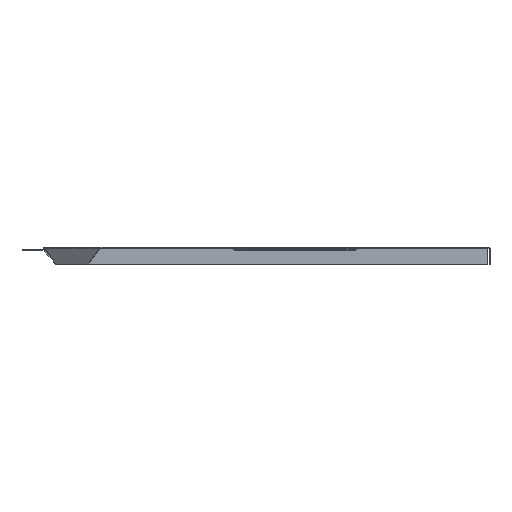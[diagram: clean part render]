
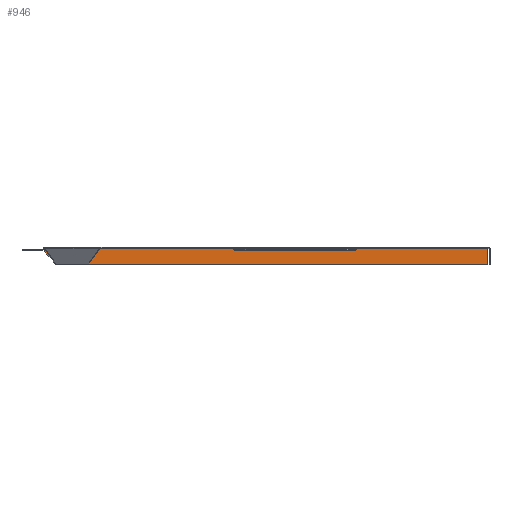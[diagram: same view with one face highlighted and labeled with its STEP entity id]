
A CAD part, top view. The second image highlights one B-rep face of the part: STEP entity #946.
In plain terms, the highlighted planar face has unit normal (0, 0, 1).
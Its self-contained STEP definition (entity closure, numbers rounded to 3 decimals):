
#8 = LINE ( 'NONE', #930, #1621 ) ;
#10 = VERTEX_POINT ( 'NONE', #1792 ) ;
#103 = AXIS2_PLACEMENT_3D ( 'NONE', #252, #570, #1659 ) ;
#104 = VECTOR ( 'NONE', #269, 1000. ) ;
#106 = DIRECTION ( 'NONE',  ( 0., 1., 0. ) ) ;
#196 = ORIENTED_EDGE ( 'NONE', *, *, #699, .T. ) ;
#203 = FACE_OUTER_BOUND ( 'NONE', #1323, .T. ) ;
#252 = CARTESIAN_POINT ( 'NONE',  ( 0., 0., -172.5 ) ) ;
#269 = DIRECTION ( 'NONE',  ( 1., 0., 0. ) ) ;
#343 = DIRECTION ( 'NONE',  ( 0., -1., 0. ) ) ;
#344 = VECTOR ( 'NONE', #1482, 1000. ) ;
#377 = CARTESIAN_POINT ( 'NONE',  ( 171.5, -1.7, -172.5 ) ) ;
#437 = EDGE_CURVE ( 'NONE', #10, #631, #1610, .T. ) ;
#466 = CARTESIAN_POINT ( 'NONE',  ( 0., -0.7, -172.5 ) ) ;
#522 = LINE ( 'NONE', #1831, #104 ) ;
#570 = DIRECTION ( 'NONE',  ( 0., 0., -1. ) ) ;
#619 = DIRECTION ( 'NONE',  ( 0., 1., 0. ) ) ;
#631 = VERTEX_POINT ( 'NONE', #1641 ) ;
#699 = EDGE_CURVE ( 'NONE', #866, #1501, #965, .T. ) ;
#735 = CARTESIAN_POINT ( 'NONE',  ( 171.5, 0., -172.5 ) ) ;
#782 = LINE ( 'NONE', #1706, #1140 ) ;
#823 = DIRECTION ( 'NONE',  ( 1., 0., 0. ) ) ;
#857 = EDGE_CURVE ( 'NONE', #1531, #631, #1961, .T. ) ;
#861 = CARTESIAN_POINT ( 'NONE',  ( -171.5, -1.7, -172.5 ) ) ;
#866 = VERTEX_POINT ( 'NONE', #861 ) ;
#906 = VECTOR ( 'NONE', #106, 1000. ) ;
#925 = ORIENTED_EDGE ( 'NONE', *, *, #857, .T. ) ;
#930 = CARTESIAN_POINT ( 'NONE',  ( -171.5, 0., -172.5 ) ) ;
#946 = ADVANCED_FACE ( 'NONE', ( #203 ), #1511, .F. ) ;
#965 = LINE ( 'NONE', #1595, #1697 ) ;
#975 = ORIENTED_EDGE ( 'NONE', *, *, #1636, .T. ) ;
#976 = ORIENTED_EDGE ( 'NONE', *, *, #1201, .F. ) ;
#994 = EDGE_CURVE ( 'NONE', #1870, #1328, #522, .T. ) ;
#1052 = ORIENTED_EDGE ( 'NONE', *, *, #437, .F. ) ;
#1140 = VECTOR ( 'NONE', #1865, 1000. ) ;
#1145 = CARTESIAN_POINT ( 'NONE',  ( 171.5, -13., -172.5 ) ) ;
#1201 = EDGE_CURVE ( 'NONE', #866, #10, #8, .T. ) ;
#1309 = LINE ( 'NONE', #735, #906 ) ;
#1323 = EDGE_LOOP ( 'NONE', ( #196, #1815, #1809, #975, #925, #1052, #976 ) ) ;
#1328 = VERTEX_POINT ( 'NONE', #1145 ) ;
#1426 = CARTESIAN_POINT ( 'NONE',  ( -161.5, -13., -172.5 ) ) ;
#1482 = DIRECTION ( 'NONE',  ( 0., 1., 0. ) ) ;
#1501 = VERTEX_POINT ( 'NONE', #1669 ) ;
#1511 = PLANE ( 'NONE',  #103 ) ;
#1531 = VERTEX_POINT ( 'NONE', #1830 ) ;
#1569 = VECTOR ( 'NONE', #823, 1000. ) ;
#1595 = CARTESIAN_POINT ( 'NONE',  ( -171.5, 0., -172.5 ) ) ;
#1610 = LINE ( 'NONE', #466, #1569 ) ;
#1621 = VECTOR ( 'NONE', #619, 1000. ) ;
#1636 = EDGE_CURVE ( 'NONE', #1328, #1531, #1309, .T. ) ;
#1641 = CARTESIAN_POINT ( 'NONE',  ( 171.5, -0.7, -172.5 ) ) ;
#1659 = DIRECTION ( 'NONE',  ( 0., 1., 0. ) ) ;
#1669 = CARTESIAN_POINT ( 'NONE',  ( -171.5, -3., -172.5 ) ) ;
#1697 = VECTOR ( 'NONE', #343, 1000. ) ;
#1706 = CARTESIAN_POINT ( 'NONE',  ( -171.5, -3., -172.5 ) ) ;
#1753 = EDGE_CURVE ( 'NONE', #1501, #1870, #782, .T. ) ;
#1792 = CARTESIAN_POINT ( 'NONE',  ( -171.5, -0.7, -172.5 ) ) ;
#1809 = ORIENTED_EDGE ( 'NONE', *, *, #994, .T. ) ;
#1815 = ORIENTED_EDGE ( 'NONE', *, *, #1753, .T. ) ;
#1830 = CARTESIAN_POINT ( 'NONE',  ( 171.5, -1.7, -172.5 ) ) ;
#1831 = CARTESIAN_POINT ( 'NONE',  ( 0., -13., -172.5 ) ) ;
#1865 = DIRECTION ( 'NONE',  ( 0.707, -0.707, 0. ) ) ;
#1870 = VERTEX_POINT ( 'NONE', #1426 ) ;
#1961 = LINE ( 'NONE', #377, #344 ) ;
